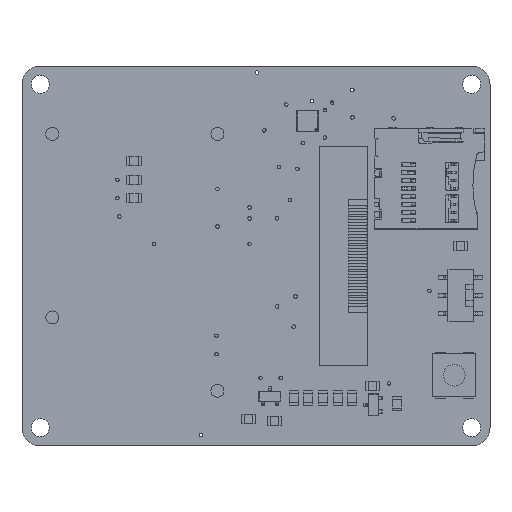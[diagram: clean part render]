
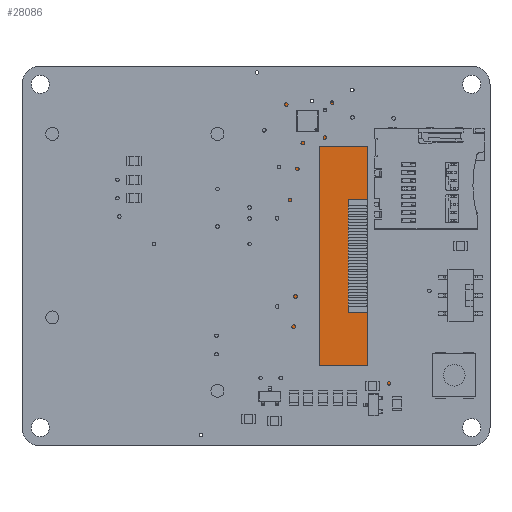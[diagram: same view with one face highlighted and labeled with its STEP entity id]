
A CAD part, top view. The second image highlights one B-rep face of the part: STEP entity #28086.
In plain terms, the highlighted face is planar.
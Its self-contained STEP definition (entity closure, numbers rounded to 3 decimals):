
#457=PLANE('',#29859);
#1696=FACE_OUTER_BOUND('',#3295,.T.);
#3295=EDGE_LOOP('',(#19638,#19639,#19640,#19641,#19642,#19643,#19644,#19645,
#19646,#19647,#19648,#19649));
#4874=LINE('',#39809,#8244);
#4877=LINE('',#39817,#8247);
#5180=LINE('',#40461,#8550);
#5192=LINE('',#40484,#8562);
#5194=LINE('',#40489,#8564);
#5198=LINE('',#40496,#8568);
#5199=LINE('',#40498,#8569);
#5238=LINE('',#40585,#8608);
#5296=LINE('',#40699,#8666);
#5297=LINE('',#40701,#8667);
#5298=LINE('',#40702,#8668);
#5299=LINE('',#40703,#8669);
#8244=VECTOR('',#32238,1000.);
#8247=VECTOR('',#32243,1000.);
#8550=VECTOR('',#32600,1000.);
#8562=VECTOR('',#32614,1000.);
#8564=VECTOR('',#32618,1000.);
#8568=VECTOR('',#32624,1000.);
#8569=VECTOR('',#32627,1000.);
#8608=VECTOR('',#32686,1000.);
#8666=VECTOR('',#32754,1000.);
#8667=VECTOR('',#32755,1000.);
#8668=VECTOR('',#32756,1000.);
#8669=VECTOR('',#32757,1000.);
#12210=VERTEX_POINT('',#39801);
#12213=VERTEX_POINT('',#39807);
#12216=VERTEX_POINT('',#39814);
#12217=VERTEX_POINT('',#39816);
#12500=VERTEX_POINT('',#40459);
#12501=VERTEX_POINT('',#40460);
#12508=VERTEX_POINT('',#40476);
#12511=VERTEX_POINT('',#40482);
#12512=VERTEX_POINT('',#40486);
#12513=VERTEX_POINT('',#40488);
#12553=VERTEX_POINT('',#40584);
#12605=VERTEX_POINT('',#40700);
#14921=EDGE_CURVE('',#12213,#12210,#4874,.T.);
#14924=EDGE_CURVE('',#12216,#12217,#4877,.T.);
#15251=EDGE_CURVE('',#12500,#12501,#5180,.T.);
#15263=EDGE_CURVE('',#12511,#12508,#5192,.T.);
#15265=EDGE_CURVE('',#12512,#12513,#5194,.T.);
#15269=EDGE_CURVE('',#12508,#12216,#5198,.T.);
#15270=EDGE_CURVE('',#12210,#12512,#5199,.T.);
#15313=EDGE_CURVE('',#12553,#12500,#5238,.T.);
#15371=EDGE_CURVE('',#12213,#12217,#5296,.T.);
#15372=EDGE_CURVE('',#12511,#12605,#5297,.T.);
#15373=EDGE_CURVE('',#12605,#12553,#5298,.T.);
#15374=EDGE_CURVE('',#12501,#12513,#5299,.T.);
#19638=ORIENTED_EDGE('',*,*,#15270,.F.);
#19639=ORIENTED_EDGE('',*,*,#14921,.F.);
#19640=ORIENTED_EDGE('',*,*,#15371,.T.);
#19641=ORIENTED_EDGE('',*,*,#14924,.F.);
#19642=ORIENTED_EDGE('',*,*,#15269,.F.);
#19643=ORIENTED_EDGE('',*,*,#15263,.F.);
#19644=ORIENTED_EDGE('',*,*,#15372,.T.);
#19645=ORIENTED_EDGE('',*,*,#15373,.T.);
#19646=ORIENTED_EDGE('',*,*,#15313,.T.);
#19647=ORIENTED_EDGE('',*,*,#15251,.T.);
#19648=ORIENTED_EDGE('',*,*,#15374,.T.);
#19649=ORIENTED_EDGE('',*,*,#15265,.F.);
#28086=ADVANCED_FACE('',(#1696),#457,.T.);
#29859=AXIS2_PLACEMENT_3D('',#40698,#32752,#32753);
#32238=DIRECTION('',(0.,-1.,0.));
#32243=DIRECTION('',(0.,1.,0.));
#32600=DIRECTION('',(0.,1.,0.));
#32614=DIRECTION('',(0.,-1.,0.));
#32618=DIRECTION('',(0.,1.,0.));
#32624=DIRECTION('',(-1.,0.,0.));
#32627=DIRECTION('',(-1.,0.,0.));
#32686=DIRECTION('',(-1.,0.,0.));
#32752=DIRECTION('center_axis',(0.,0.,-1.));
#32753=DIRECTION('ref_axis',(-1.,0.,0.));
#32754=DIRECTION('',(1.,0.,0.));
#32755=DIRECTION('',(1.,0.,0.));
#32756=DIRECTION('',(0.,-1.,0.));
#32757=DIRECTION('',(1.,0.,0.));
#39801=CARTESIAN_POINT('',(-17.767,-1.509,0.457));
#39807=CARTESIAN_POINT('',(-17.767,25.694,0.457));
#39809=CARTESIAN_POINT('',(-17.767,57.825,0.457));
#39814=CARTESIAN_POINT('',(17.767,-1.509,0.457));
#39816=CARTESIAN_POINT('',(17.767,25.694,0.457));
#39817=CARTESIAN_POINT('',(17.767,-1.509,0.457));
#40459=CARTESIAN_POINT('',(-21.298,-2.017,0.457));
#40460=CARTESIAN_POINT('',(-21.298,25.694,0.457));
#40461=CARTESIAN_POINT('',(-21.298,-2.017,0.457));
#40476=CARTESIAN_POINT('',(20.307,-1.509,0.457));
#40482=CARTESIAN_POINT('',(20.307,25.694,0.457));
#40484=CARTESIAN_POINT('',(20.307,57.825,0.457));
#40486=CARTESIAN_POINT('',(-20.307,-1.509,0.457));
#40488=CARTESIAN_POINT('',(-20.307,25.694,0.457));
#40489=CARTESIAN_POINT('',(-20.307,-1.509,0.457));
#40496=CARTESIAN_POINT('',(20.307,-1.509,0.457));
#40498=CARTESIAN_POINT('',(-17.767,-1.509,0.457));
#40584=CARTESIAN_POINT('',(21.298,-2.017,0.457));
#40585=CARTESIAN_POINT('',(21.298,-2.017,0.457));
#40698=CARTESIAN_POINT('Origin',(0.,28.158,
0.457));
#40699=CARTESIAN_POINT('',(-21.374,25.694,0.457));
#40700=CARTESIAN_POINT('',(21.298,25.694,0.457));
#40701=CARTESIAN_POINT('',(-21.374,25.694,0.457));
#40702=CARTESIAN_POINT('',(21.298,58.333,0.457));
#40703=CARTESIAN_POINT('',(-21.374,25.694,0.457));
